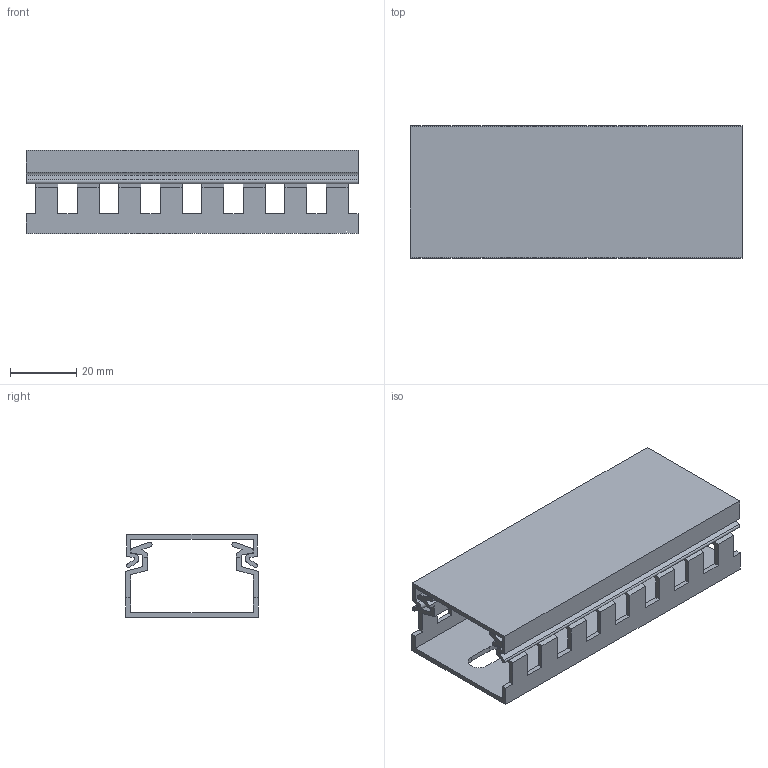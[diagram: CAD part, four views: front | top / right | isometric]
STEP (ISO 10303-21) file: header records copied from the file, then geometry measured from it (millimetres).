
FILE_DESCRIPTION((''),'2;1');
FILE_NAME('BA7A250400_ASM','2022-04-04T07:33:41',('buserr'),(''),'CREO PARAMETRIC BY PTC INC, 2021184','CREO PARAMETRIC BY PTC INC, 2021184','');
FILE_SCHEMA(('AUTOMOTIVE_DESIGN { 1 0 10303 214 1 1 1 1 }'));
Length unit declared in the file: millimetre
Products named in the file (3): PROXY_BA7A250401; PROXY_BA7A402; BA7A250400_ASM
Assembly tree (2 placements, depth 2):
  BA7A250400_ASM
    PROXY_BA7A250401
    PROXY_BA7A402
Bounding box: 100 x 40 x 25 mm (x, y, z)
Volume: 20063.5 mm3; surface area: 30565.7 mm2
Topology: 2 solids, 2 shells, 336 faces, 1039 edges, 730 vertices
Faces by surface type: plane 274, cylinder 62
Entity records: 13094 total; most frequent: CARTESIAN_POINT 2099, ORIENTED_EDGE 1992, DIRECTION 1939, EDGE_CURVE 996, VECTOR 902, LINE 902, VERTEX_POINT 664, AXIS2_PLACEMENT_3D 514
